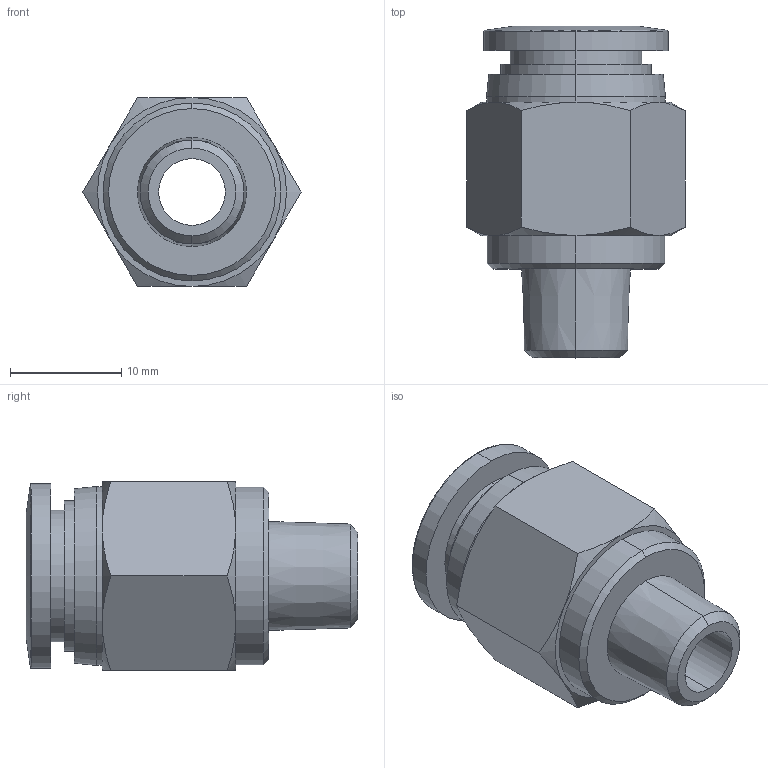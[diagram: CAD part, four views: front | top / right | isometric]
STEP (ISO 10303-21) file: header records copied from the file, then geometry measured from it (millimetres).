
FILE_DESCRIPTION (( 'STEP AP214' ), '1' );
FILE_NAME ('MS10M-18R.step', '2016-02-24T20:44:56', ( '' ), ( '' ), 'SwSTEP 2.0', 'SolidWorks 2015', '' );
FILE_SCHEMA (( 'AUTOMOTIVE_DESIGN' ));
Length unit declared in the file: inch
Products named in the file (1): MS10M-18R
Bounding box: 19.63 x 29.85 x 17 mm (x, y, z)
Volume: 3447 mm3; surface area: 2814.6 mm2
Topology: 1 solids, 1 shells, 55 faces, 114 edges, 68 vertices
Faces by surface type: cone 22, plane 15, cylinder 14, bspline 4
Entity records: 2329 total; most frequent: CARTESIAN_POINT 424, DIRECTION 250, ORIENTED_EDGE 228, EDGE_CURVE 114, AXIS2_PLACEMENT_3D 110, VERTEX_POINT 68, EDGE_LOOP 64, CIRCLE 58
